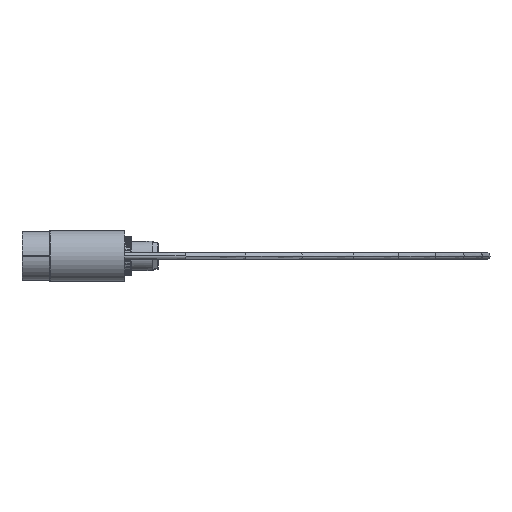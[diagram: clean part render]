
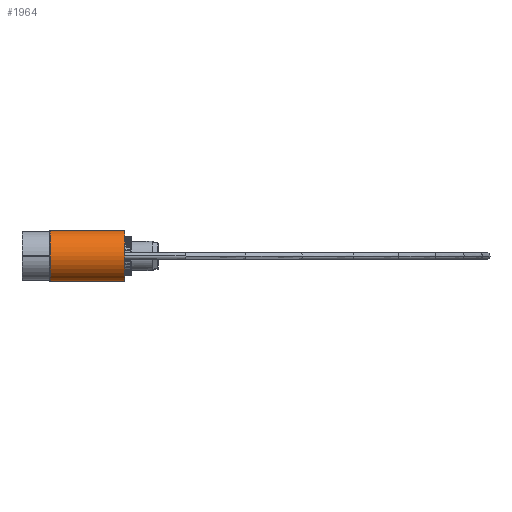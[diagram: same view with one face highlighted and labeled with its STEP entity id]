
A CAD part, left-side view. The second image highlights one B-rep face of the part: STEP entity #1964.
In plain terms, the highlighted cylindrical face has radius 9.525 mm (diameter 19.05 mm), a partial arc.
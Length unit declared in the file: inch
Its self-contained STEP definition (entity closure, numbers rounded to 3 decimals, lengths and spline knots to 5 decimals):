
#206 = AXIS2_PLACEMENT_3D ( 'NONE', #472, #473, #474 ) ;
#216 = AXIS2_PLACEMENT_3D ( 'NONE', #523, #524, #525 ) ;
#472 = CARTESIAN_POINT ( 'NONE',  ( 0., 0., 0. ) ) ;
#473 = DIRECTION ( 'NONE',  ( 0., -1., 0. ) ) ;
#474 = DIRECTION ( 'NONE',  ( 0., 0., -1. ) ) ;
#523 = CARTESIAN_POINT ( 'NONE',  ( 0., 1.09, 0. ) ) ;
#524 = DIRECTION ( 'NONE',  ( 0., -1., 0. ) ) ;
#525 = DIRECTION ( 'NONE',  ( 0., 0., 1. ) ) ;
#1964 = ADVANCED_FACE ( 'NONE', ( #7487 ), #7497, .T. ) ;
#3479 = EDGE_LOOP ( 'NONE', ( #10038, #10040, #10041, #10059 ) ) ;
#4071 = AXIS2_PLACEMENT_3D ( 'NONE', #8832, #8830, #8829 ) ;
#6168 = CIRCLE ( 'NONE', #206, 0.375 ) ;
#7487 = FACE_OUTER_BOUND ( 'NONE', #3479, .T. ) ;
#7497 = CYLINDRICAL_SURFACE ( 'NONE', #4071, 0.375 ) ;
#7793 = LINE ( 'NONE', #9631, #7796 ) ;
#7796 = VECTOR ( 'NONE', #9609, 39.37008 ) ;
#7824 = LINE ( 'NONE', #9753, #7828 ) ;
#7828 = VECTOR ( 'NONE', #9766, 39.37008 ) ;
#8055 = VERTEX_POINT ( 'NONE', #9478 ) ;
#8100 = VERTEX_POINT ( 'NONE', #9523 ) ;
#8102 = VERTEX_POINT ( 'NONE', #9525 ) ;
#8120 = VERTEX_POINT ( 'NONE', #9543 ) ;
#8187 = EDGE_CURVE ( 'NONE', #8100, #8102, #7793, .T. ) ;
#8217 = EDGE_CURVE ( 'NONE', #8055, #8120, #7824, .T. ) ;
#8829 = DIRECTION ( 'NONE',  ( 0., 0., -1. ) ) ;
#8830 = DIRECTION ( 'NONE',  ( 0., -1., 0. ) ) ;
#8832 = CARTESIAN_POINT ( 'NONE',  ( 0., 0., 0. ) ) ;
#9478 = CARTESIAN_POINT ( 'NONE',  ( 0., 1.09, -0.375 ) ) ;
#9523 = CARTESIAN_POINT ( 'NONE',  ( 0., 1.09, 0.375 ) ) ;
#9525 = CARTESIAN_POINT ( 'NONE',  ( 0., 0., 0.375 ) ) ;
#9543 = CARTESIAN_POINT ( 'NONE',  ( 0., 0., -0.375 ) ) ;
#9609 = DIRECTION ( 'NONE',  ( 0., -1., 0. ) ) ;
#9631 = CARTESIAN_POINT ( 'NONE',  ( 0., 0., 0.375 ) ) ;
#9753 = CARTESIAN_POINT ( 'NONE',  ( 0., 0., -0.375 ) ) ;
#9766 = DIRECTION ( 'NONE',  ( 0., -1., 0. ) ) ;
#10038 = ORIENTED_EDGE ( 'NONE', *, *, #8187, .F. ) ;
#10040 = ORIENTED_EDGE ( 'NONE', *, *, #10698, .T. ) ;
#10041 = ORIENTED_EDGE ( 'NONE', *, *, #8217, .T. ) ;
#10059 = ORIENTED_EDGE ( 'NONE', *, *, #10678, .F. ) ;
#10678 = EDGE_CURVE ( 'NONE', #8102, #8120, #6168, .T. ) ;
#10698 = EDGE_CURVE ( 'NONE', #8100, #8055, #10831, .T. ) ;
#10831 = CIRCLE ( 'NONE', #216, 0.375 ) ;
